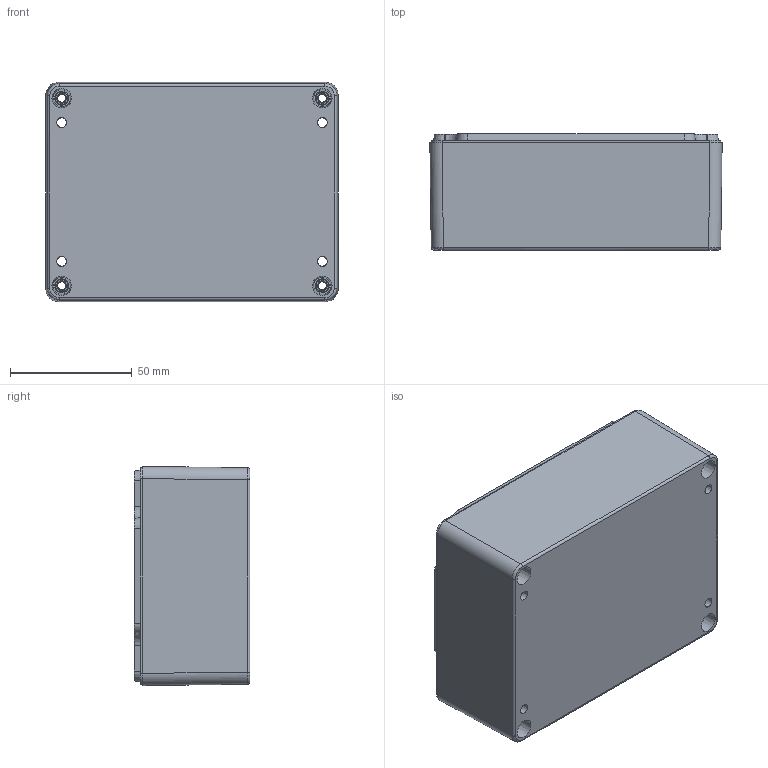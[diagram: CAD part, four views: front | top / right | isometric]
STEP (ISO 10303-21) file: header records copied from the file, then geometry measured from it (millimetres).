
FILE_DESCRIPTION (( 'STEP AP214' ), '1' );
FILE_NAME ('1554F_Box.STEP', '2017-02-19T17:17:39', ( '' ), ( '' ), 'SwSTEP 2.0', 'SolidWorks 2016', '' );
FILE_SCHEMA (( 'AUTOMOTIVE_DESIGN' ));
Length unit declared in the file: metre
Products named in the file (4): IN100 (insert M3-0.5X5.75mm BRASS); IN-M4 (insert M4-0.7X5.75mm SS); 1554F Box; 1554F_Box
Assembly tree (9 placements, depth 2):
  1554F_Box
    1554F Box
    IN-M4 (insert M4-0.7X5.75mm SS)  x4
    IN100 (insert M3-0.5X5.75mm BRASS)  x4
Bounding box: 119.97 x 47.5 x 89.97 mm (x, y, z)
Volume: 95628.4 mm3; surface area: 72447.8 mm2
Topology: 9 solids, 9 shells, 1028 faces, 2721 edges, 1774 vertices
Faces by surface type: bspline 340, cylinder 312, plane 205, cone 171
Entity records: 19352 total; most frequent: CARTESIAN_POINT 6858, ORIENTED_EDGE 2652, DIRECTION 2335, EDGE_CURVE 1326, VERTEX_POINT 856, AXIS2_PLACEMENT_3D 822, VECTOR 691, LINE 691
